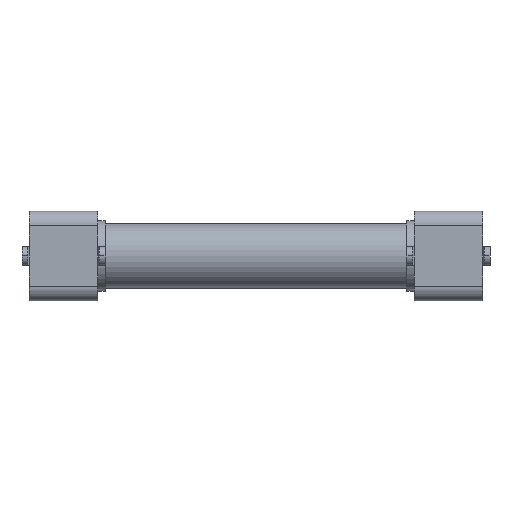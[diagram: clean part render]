
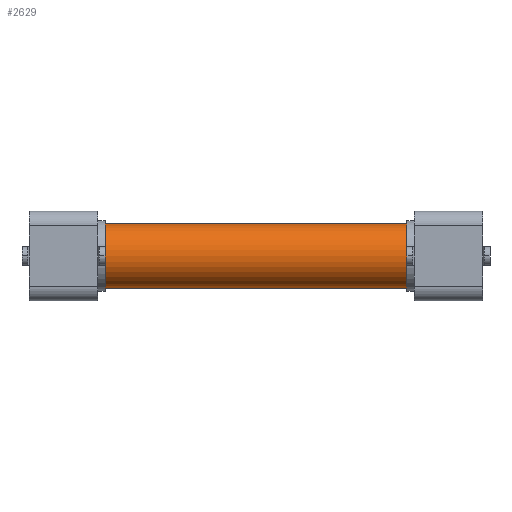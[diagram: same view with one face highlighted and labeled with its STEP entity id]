
A CAD part, front view. The second image highlights one B-rep face of the part: STEP entity #2629.
In plain terms, the highlighted cylindrical face has radius 2.14 mm (diameter 4.28 mm), a partial arc.
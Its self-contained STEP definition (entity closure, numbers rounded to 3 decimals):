
#386 = EDGE_CURVE ( 'NONE', #3546, #4434, #2014, .T. ) ;
#406 = CIRCLE ( 'NONE', #1556, 2.14 ) ;
#505 = DIRECTION ( 'NONE',  ( -1., 0., 0. ) ) ;
#765 = CYLINDRICAL_SURFACE ( 'NONE', #1373, 2.14 ) ;
#852 = CARTESIAN_POINT ( 'NONE',  ( -9.95, 6.5, -2.14 ) ) ;
#874 = EDGE_CURVE ( 'NONE', #2135, #4333, #406, .T. ) ;
#880 = DIRECTION ( 'NONE',  ( 1., 0., 0. ) ) ;
#989 = VECTOR ( 'NONE', #3715, 1000. ) ;
#1055 = EDGE_CURVE ( 'NONE', #4434, #4333, #1139, .T. ) ;
#1139 = LINE ( 'NONE', #4272, #4660 ) ;
#1140 = CARTESIAN_POINT ( 'NONE',  ( 9.95, 6.5, 2.14 ) ) ;
#1373 = AXIS2_PLACEMENT_3D ( 'NONE', #4479, #505, #1540 ) ;
#1540 = DIRECTION ( 'NONE',  ( 0., 0., 1. ) ) ;
#1556 = AXIS2_PLACEMENT_3D ( 'NONE', #4554, #2332, #3119 ) ;
#1589 = ORIENTED_EDGE ( 'NONE', *, *, #2561, .T. ) ;
#1845 = DIRECTION ( 'NONE',  ( -1., 0., 0. ) ) ;
#1850 = LINE ( 'NONE', #1140, #989 ) ;
#2014 = CIRCLE ( 'NONE', #2047, 2.14 ) ;
#2047 = AXIS2_PLACEMENT_3D ( 'NONE', #4587, #880, #4208 ) ;
#2092 = ORIENTED_EDGE ( 'NONE', *, *, #1055, .F. ) ;
#2135 = VERTEX_POINT ( 'NONE', #4408 ) ;
#2332 = DIRECTION ( 'NONE',  ( 1., 0., 0. ) ) ;
#2390 = CARTESIAN_POINT ( 'NONE',  ( 9.95, 6.5, -2.14 ) ) ;
#2561 = EDGE_CURVE ( 'NONE', #3546, #2135, #1850, .T. ) ;
#2629 = ADVANCED_FACE ( 'NONE', ( #4392 ), #765, .T. ) ;
#2956 = CARTESIAN_POINT ( 'NONE',  ( 9.95, 6.5, 2.14 ) ) ;
#2983 = ORIENTED_EDGE ( 'NONE', *, *, #386, .F. ) ;
#3119 = DIRECTION ( 'NONE',  ( 0., 0., -1. ) ) ;
#3546 = VERTEX_POINT ( 'NONE', #2956 ) ;
#3715 = DIRECTION ( 'NONE',  ( -1., 0., 0. ) ) ;
#4058 = EDGE_LOOP ( 'NONE', ( #2092, #2983, #1589, #4635 ) ) ;
#4208 = DIRECTION ( 'NONE',  ( 0., 0., -1. ) ) ;
#4272 = CARTESIAN_POINT ( 'NONE',  ( 9.95, 6.5, -2.14 ) ) ;
#4333 = VERTEX_POINT ( 'NONE', #852 ) ;
#4392 = FACE_OUTER_BOUND ( 'NONE', #4058, .T. ) ;
#4408 = CARTESIAN_POINT ( 'NONE',  ( -9.95, 6.5, 2.14 ) ) ;
#4434 = VERTEX_POINT ( 'NONE', #2390 ) ;
#4479 = CARTESIAN_POINT ( 'NONE',  ( 9.95, 6.5, 0. ) ) ;
#4554 = CARTESIAN_POINT ( 'NONE',  ( -9.95, 6.5, 0. ) ) ;
#4587 = CARTESIAN_POINT ( 'NONE',  ( 9.95, 6.5, 0. ) ) ;
#4635 = ORIENTED_EDGE ( 'NONE', *, *, #874, .T. ) ;
#4660 = VECTOR ( 'NONE', #1845, 1000. ) ;
